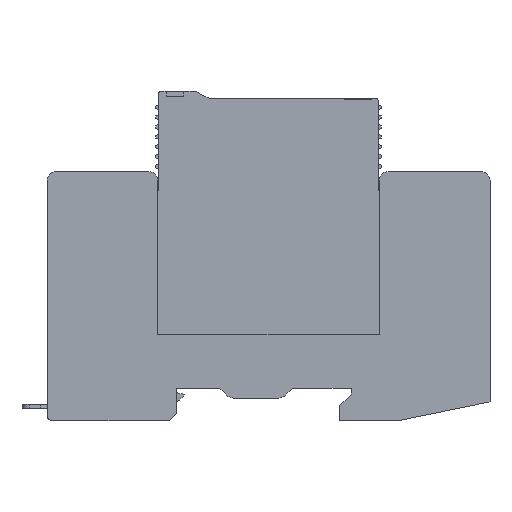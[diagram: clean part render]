
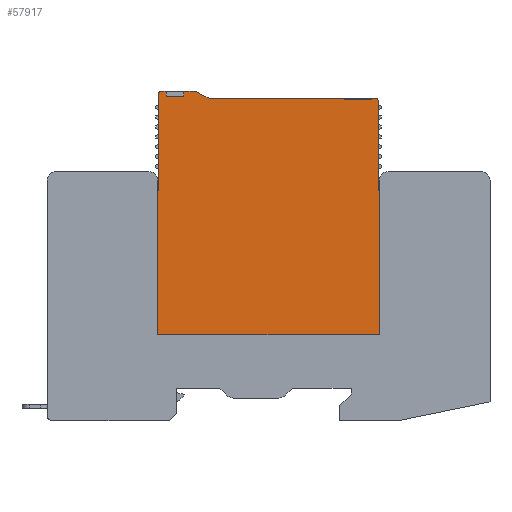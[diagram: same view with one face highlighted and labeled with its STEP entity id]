
A CAD part, front view. The second image highlights one B-rep face of the part: STEP entity #57917.
In plain terms, the highlighted planar face has unit normal (0, -1, 0).
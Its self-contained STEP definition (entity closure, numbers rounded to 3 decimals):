
#55903=DIRECTION('',(0.,0.,1.));
#55904=VECTOR('',#55903,29.3);
#55905=CARTESIAN_POINT('',(9.51,-22.35,
26.396));
#55906=LINE('',#55905,#55904);
#55924=CARTESIAN_POINT('',(-34.94,-22.35,
75.496));
#55925=DIRECTION('',(0.,1.,0.));
#55926=DIRECTION('',(-1.,0.,0.));
#55927=AXIS2_PLACEMENT_3D('',#55924,#55925,#55926);
#55932=DIRECTION('',(0.,0.,-1.));
#55933=VECTOR('',#55932,1.);
#55934=CARTESIAN_POINT('',(-33.747,-22.35,
75.796));
#55935=LINE('',#55934,#55933);
#55939=DIRECTION('',(1.,0.,0.));
#55940=VECTOR('',#55939,3.5);
#55941=CARTESIAN_POINT('',(-33.747,-22.35,
74.796));
#55942=LINE('',#55941,#55940);
#55946=CARTESIAN_POINT('',(-28.04,-22.35,
74.746));
#55947=DIRECTION('',(0.,1.,0.));
#55948=DIRECTION('',(0.,0.,1.));
#55949=AXIS2_PLACEMENT_3D('',#55946,#55947,#55948);
#55954=DIRECTION('',(0.891,0.,-0.454));
#55955=VECTOR('',#55954,2.802);
#55956=CARTESIAN_POINT('',(-27.563,-22.35,
75.682));
#55957=LINE('',#55956,#55955);
#55961=CARTESIAN_POINT('',(-24.59,-22.35,
75.346));
#55962=DIRECTION('',(0.,-1.,0.));
#55963=DIRECTION('',(-0.454,0.,-0.891));
#55964=AXIS2_PLACEMENT_3D('',#55961,#55962,#55963);
#55969=DIRECTION('',(0.,0.,-1.));
#55970=VECTOR('',#55969,0.1);
#55971=CARTESIAN_POINT('',(2.36,-22.35,
74.296));
#55972=LINE('',#55971,#55970);
#55976=DIRECTION('',(1.,0.,0.));
#55977=VECTOR('',#55976,5.6);
#55978=CARTESIAN_POINT('',(2.36,-22.35,
74.196));
#55979=LINE('',#55978,#55977);
#55983=DIRECTION('',(0.,0.,1.));
#55984=VECTOR('',#55983,0.1);
#55985=CARTESIAN_POINT('',(7.96,-22.35,
74.196));
#55986=LINE('',#55985,#55984);
#55990=CARTESIAN_POINT('',(8.96,-22.35,
73.996));
#55991=DIRECTION('',(0.,1.,0.));
#55992=DIRECTION('',(0.,0.,1.));
#55993=AXIS2_PLACEMENT_3D('',#55990,#55991,#55992);
#55998=DIRECTION('',(0.,0.,1.));
#55999=VECTOR('',#55998,18.3);
#56000=CARTESIAN_POINT('',(9.26,-22.35,
55.696));
#56001=LINE('',#56000,#55999);
#56082=DIRECTION('',(-1.,0.,0.));
#56083=VECTOR('',#56082,0.25);
#56084=CARTESIAN_POINT('',(9.51,-22.35,
55.696));
#56085=LINE('',#56084,#56083);
#56103=DIRECTION('',(-1.,0.,0.));
#56104=VECTOR('',#56103,1.);
#56105=CARTESIAN_POINT('',(8.96,-22.35,
74.296));
#56106=LINE('',#56105,#56104);
#56110=DIRECTION('',(-1.,0.,0.));
#56111=VECTOR('',#56110,26.95);
#56112=CARTESIAN_POINT('',(2.36,-22.35,
74.296));
#56113=LINE('',#56112,#56111);
#56215=DIRECTION('',(-1.,0.,0.));
#56216=VECTOR('',#56215,2.207);
#56217=CARTESIAN_POINT('',(-28.04,-22.35,
75.796));
#56218=LINE('',#56217,#56216);
#56222=DIRECTION('',(0.,0.,-1.));
#56223=VECTOR('',#56222,1.);
#56224=CARTESIAN_POINT('',(-30.247,-22.35,
75.796));
#56225=LINE('',#56224,#56223);
#56271=DIRECTION('',(-1.,0.,0.));
#56272=VECTOR('',#56271,1.193);
#56273=CARTESIAN_POINT('',(-33.747,-22.35,
75.796));
#56274=LINE('',#56273,#56272);
#56313=DIRECTION('',(0.,0.,-1.));
#56314=VECTOR('',#56313,19.8);
#56315=CARTESIAN_POINT('',(-35.24,-22.35,
75.496));
#56316=LINE('',#56315,#56314);
#56369=DIRECTION('',(-1.,0.,0.));
#56370=VECTOR('',#56369,0.25);
#56371=CARTESIAN_POINT('',(-35.24,-22.35,
55.696));
#56372=LINE('',#56371,#56370);
#56390=DIRECTION('',(0.,0.,-1.));
#56391=VECTOR('',#56390,29.3);
#56392=CARTESIAN_POINT('',(-35.49,-22.35,
55.696));
#56393=LINE('',#56392,#56391);
#56411=DIRECTION('',(1.,0.,0.));
#56412=VECTOR('',#56411,45.);
#56413=CARTESIAN_POINT('',(-35.49,-22.35,
26.396));
#56414=LINE('',#56413,#56412);
#57532=CARTESIAN_POINT('',(9.51,-22.35,
26.396));
#57533=CARTESIAN_POINT('',(9.51,-22.35,
55.696));
#57534=VERTEX_POINT('',#57532);
#57535=VERTEX_POINT('',#57533);
#57536=CARTESIAN_POINT('',(9.26,-22.35,
55.696));
#57537=CARTESIAN_POINT('',(9.26,-22.35,
73.996));
#57538=VERTEX_POINT('',#57536);
#57539=VERTEX_POINT('',#57537);
#57540=CARTESIAN_POINT('',(-35.49,-22.35,
26.396));
#57541=VERTEX_POINT('',#57540);
#57542=CARTESIAN_POINT('',(-35.49,-22.35,
55.696));
#57543=VERTEX_POINT('',#57542);
#57544=CARTESIAN_POINT('',(-35.24,-22.35,
55.696));
#57545=VERTEX_POINT('',#57544);
#57546=CARTESIAN_POINT('',(-35.24,-22.35,
75.496));
#57547=VERTEX_POINT('',#57546);
#57548=CARTESIAN_POINT('',(-34.94,-22.35,
75.796));
#57549=VERTEX_POINT('',#57548);
#57550=CARTESIAN_POINT('',(-33.747,-22.35,
75.796));
#57551=VERTEX_POINT('',#57550);
#57552=CARTESIAN_POINT('',(-33.747,-22.35,
74.796));
#57553=VERTEX_POINT('',#57552);
#57554=CARTESIAN_POINT('',(-30.247,-22.35,
74.796));
#57555=VERTEX_POINT('',#57554);
#57556=CARTESIAN_POINT('',(-30.247,-22.35,
75.796));
#57557=VERTEX_POINT('',#57556);
#57558=CARTESIAN_POINT('',(-28.04,-22.35,
75.796));
#57559=VERTEX_POINT('',#57558);
#57560=CARTESIAN_POINT('',(-27.563,-22.35,
75.682));
#57561=VERTEX_POINT('',#57560);
#57562=CARTESIAN_POINT('',(-25.066,-22.35,
74.411));
#57563=VERTEX_POINT('',#57562);
#57564=CARTESIAN_POINT('',(-24.59,-22.35,
74.296));
#57565=VERTEX_POINT('',#57564);
#57566=CARTESIAN_POINT('',(2.36,-22.35,
74.296));
#57567=VERTEX_POINT('',#57566);
#57568=CARTESIAN_POINT('',(2.36,-22.35,
74.196));
#57569=VERTEX_POINT('',#57568);
#57570=CARTESIAN_POINT('',(7.96,-22.35,
74.196));
#57571=VERTEX_POINT('',#57570);
#57572=CARTESIAN_POINT('',(7.96,-22.35,
74.296));
#57573=VERTEX_POINT('',#57572);
#57574=CARTESIAN_POINT('',(8.96,-22.35,
74.296));
#57575=VERTEX_POINT('',#57574);
#57867=CARTESIAN_POINT('',(-75.735,-22.35,
64.996));
#57868=DIRECTION('',(0.,1.,0.));
#57869=DIRECTION('',(1.,0.,0.));
#57870=AXIS2_PLACEMENT_3D('',#57867,#57868,#57869);
#57871=PLANE('',#57870);
#57873=ORIENTED_EDGE('',*,*,#57872,.F.);
#57875=ORIENTED_EDGE('',*,*,#57874,.F.);
#57876=ORIENTED_EDGE('',*,*,#57857,.F.);
#57878=ORIENTED_EDGE('',*,*,#57877,.F.);
#57880=ORIENTED_EDGE('',*,*,#57879,.F.);
#57882=ORIENTED_EDGE('',*,*,#57881,.F.);
#57884=ORIENTED_EDGE('',*,*,#57883,.F.);
#57886=ORIENTED_EDGE('',*,*,#57885,.T.);
#57888=ORIENTED_EDGE('',*,*,#57887,.F.);
#57890=ORIENTED_EDGE('',*,*,#57889,.T.);
#57892=ORIENTED_EDGE('',*,*,#57891,.T.);
#57894=ORIENTED_EDGE('',*,*,#57893,.F.);
#57896=ORIENTED_EDGE('',*,*,#57895,.F.);
#57898=ORIENTED_EDGE('',*,*,#57897,.T.);
#57900=ORIENTED_EDGE('',*,*,#57899,.T.);
#57902=ORIENTED_EDGE('',*,*,#57901,.T.);
#57904=ORIENTED_EDGE('',*,*,#57903,.F.);
#57906=ORIENTED_EDGE('',*,*,#57905,.T.);
#57908=ORIENTED_EDGE('',*,*,#57907,.T.);
#57910=ORIENTED_EDGE('',*,*,#57909,.T.);
#57912=ORIENTED_EDGE('',*,*,#57911,.F.);
#57914=ORIENTED_EDGE('',*,*,#57913,.T.);
#57915=EDGE_LOOP('',(#57873,#57875,#57876,#57878,#57880,#57882,#57884,#57886,
#57888,#57890,#57892,#57894,#57896,#57898,#57900,#57902,#57904,#57906,#57908,
#57910,#57912,#57914));
#57916=FACE_OUTER_BOUND('',#57915,.F.);
#55928=CIRCLE('',#55927,0.3);
#55950=CIRCLE('',#55949,1.05);
#55965=CIRCLE('',#55964,1.05);
#55994=CIRCLE('',#55993,0.3);
#57857=EDGE_CURVE('',#57534,#57535,#55906,.T.);
#57872=EDGE_CURVE('',#57538,#57539,#56001,.T.);
#57874=EDGE_CURVE('',#57535,#57538,#56085,.T.);
#57877=EDGE_CURVE('',#57541,#57534,#56414,.T.);
#57879=EDGE_CURVE('',#57543,#57541,#56393,.T.);
#57881=EDGE_CURVE('',#57545,#57543,#56372,.T.);
#57883=EDGE_CURVE('',#57547,#57545,#56316,.T.);
#57885=EDGE_CURVE('',#57547,#57549,#55928,.T.);
#57887=EDGE_CURVE('',#57551,#57549,#56274,.T.);
#57889=EDGE_CURVE('',#57551,#57553,#55935,.T.);
#57891=EDGE_CURVE('',#57553,#57555,#55942,.T.);
#57893=EDGE_CURVE('',#57557,#57555,#56225,.T.);
#57895=EDGE_CURVE('',#57559,#57557,#56218,.T.);
#57897=EDGE_CURVE('',#57559,#57561,#55950,.T.);
#57899=EDGE_CURVE('',#57561,#57563,#55957,.T.);
#57901=EDGE_CURVE('',#57563,#57565,#55965,.T.);
#57903=EDGE_CURVE('',#57567,#57565,#56113,.T.);
#57905=EDGE_CURVE('',#57567,#57569,#55972,.T.);
#57907=EDGE_CURVE('',#57569,#57571,#55979,.T.);
#57909=EDGE_CURVE('',#57571,#57573,#55986,.T.);
#57911=EDGE_CURVE('',#57575,#57573,#56106,.T.);
#57913=EDGE_CURVE('',#57575,#57539,#55994,.T.);
#57917=ADVANCED_FACE('',(#57916),#57871,.F.);
